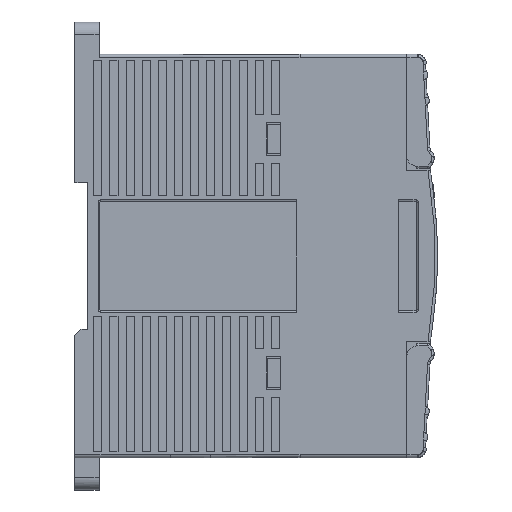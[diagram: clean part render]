
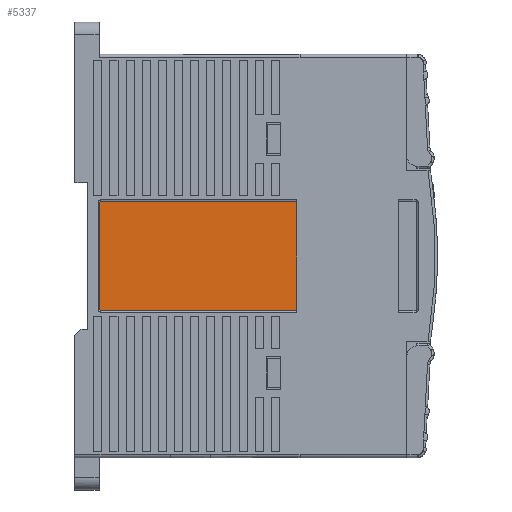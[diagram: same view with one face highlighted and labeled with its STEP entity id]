
A CAD part, left-side view. The second image highlights one B-rep face of the part: STEP entity #5337.
In plain terms, the highlighted planar face has unit normal (-1, 0, 0).
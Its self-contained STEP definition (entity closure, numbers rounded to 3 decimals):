
#921=PLANE('',#58473);
#3670=(
BOUNDED_CURVE()
B_SPLINE_CURVE(2,(#103670,#103671,#103672,#103673,#103674),
 .UNSPECIFIED.,.F.,.F.)
B_SPLINE_CURVE_WITH_KNOTS((3,2,3),(0.,0.166,0.331),
 .UNSPECIFIED.)
CURVE()
GEOMETRIC_REPRESENTATION_ITEM()
RATIONAL_B_SPLINE_CURVE((1.,0.924,1.,0.924,1.))
REPRESENTATION_ITEM('')
);
#3714=(
BOUNDED_CURVE()
B_SPLINE_CURVE(2,(#109044,#109045,#109046,#109047,#109048),
 .UNSPECIFIED.,.F.,.F.)
B_SPLINE_CURVE_WITH_KNOTS((3,2,3),(-0.331,-0.166,
0.),.UNSPECIFIED.)
CURVE()
GEOMETRIC_REPRESENTATION_ITEM()
RATIONAL_B_SPLINE_CURVE((1.,0.924,1.,0.924,1.))
REPRESENTATION_ITEM('')
);
#5337=ADVANCED_FACE('',(#9022),#921,.T.);
#9022=FACE_OUTER_BOUND('',#12534,.T.);
#12534=EDGE_LOOP('',(#20273,#20274,#20275,#20276,#20277,#20278));
#20273=ORIENTED_EDGE('',*,*,#36353,.F.);
#20274=ORIENTED_EDGE('',*,*,#36549,.T.);
#20275=ORIENTED_EDGE('',*,*,#39112,.T.);
#20276=ORIENTED_EDGE('',*,*,#36550,.T.);
#20277=ORIENTED_EDGE('',*,*,#36551,.T.);
#20278=ORIENTED_EDGE('',*,*,#36552,.T.);
#36353=EDGE_CURVE('',#53506,#53507,#45069,.T.);
#36549=EDGE_CURVE('',#53506,#53734,#45257,.T.);
#36550=EDGE_CURVE('',#53735,#53736,#45258,.T.);
#36551=EDGE_CURVE('',#53736,#53737,#3670,.T.);
#36552=EDGE_CURVE('',#53737,#53507,#45259,.T.);
#39112=EDGE_CURVE('',#53734,#53735,#3714,.T.);
#45069=B_SPLINE_CURVE_WITH_KNOTS('',1,(#103234,#103235),.UNSPECIFIED.,.F.,
 .F.,(2,2),(0.,26.999),.UNSPECIFIED.);
#45257=B_SPLINE_CURVE_WITH_KNOTS('',1,(#103666,#103667),.UNSPECIFIED.,.F.,
 .F.,(2,2),(0.,48.605),.UNSPECIFIED.);
#45258=B_SPLINE_CURVE_WITH_KNOTS('',1,(#103668,#103669),.UNSPECIFIED.,.F.,
 .F.,(2,2),(0.,26.6),.UNSPECIFIED.);
#45259=B_SPLINE_CURVE_WITH_KNOTS('',1,(#103675,#103676),.UNSPECIFIED.,.F.,
 .F.,(2,2),(0.,48.605),.UNSPECIFIED.);
#53506=VERTEX_POINT('',#92976);
#53507=VERTEX_POINT('',#92977);
#53734=VERTEX_POINT('',#93204);
#53735=VERTEX_POINT('',#93205);
#53736=VERTEX_POINT('',#93206);
#53737=VERTEX_POINT('',#93207);
#58473=AXIS2_PLACEMENT_3D('',#78421,#61437,$);
#61437=DIRECTION('',(-1.,0.,0.));
#78421=CARTESIAN_POINT('',(-30.883,51.105,-18.371));
#92976=CARTESIAN_POINT('',(-30.883,-2.593,11.341));
#92977=CARTESIAN_POINT('',(-30.883,-2.593,-15.658));
#93204=CARTESIAN_POINT('',(-30.883,46.012,11.341));
#93205=CARTESIAN_POINT('',(-30.883,46.212,11.141));
#93206=CARTESIAN_POINT('',(-30.883,46.212,-15.459));
#93207=CARTESIAN_POINT('',(-30.883,46.012,-15.659));
#103234=CARTESIAN_POINT('',(-30.883,-2.593,11.341));
#103235=CARTESIAN_POINT('',(-30.883,-2.593,-15.658));
#103666=CARTESIAN_POINT('',(-30.883,-2.593,11.341));
#103667=CARTESIAN_POINT('',(-30.883,46.012,11.341));
#103668=CARTESIAN_POINT('',(-30.883,46.212,11.141));
#103669=CARTESIAN_POINT('',(-30.883,46.212,-15.459));
#103670=CARTESIAN_POINT('',(-30.883,46.212,-15.459));
#103671=CARTESIAN_POINT('',(-30.883,46.212,-15.542));
#103672=CARTESIAN_POINT('',(-30.883,46.154,-15.6));
#103673=CARTESIAN_POINT('',(-30.883,46.095,-15.659));
#103674=CARTESIAN_POINT('',(-30.883,46.012,-15.659));
#103675=CARTESIAN_POINT('',(-30.883,46.012,-15.659));
#103676=CARTESIAN_POINT('',(-30.883,-2.593,-15.658));
#109044=CARTESIAN_POINT('',(-30.883,46.012,11.341));
#109045=CARTESIAN_POINT('',(-30.883,46.095,11.341));
#109046=CARTESIAN_POINT('',(-30.883,46.154,11.282));
#109047=CARTESIAN_POINT('',(-30.883,46.212,11.224));
#109048=CARTESIAN_POINT('',(-30.883,46.212,11.141));
